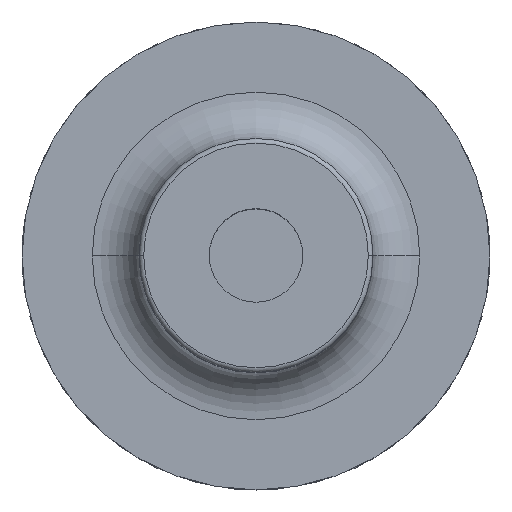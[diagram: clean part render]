
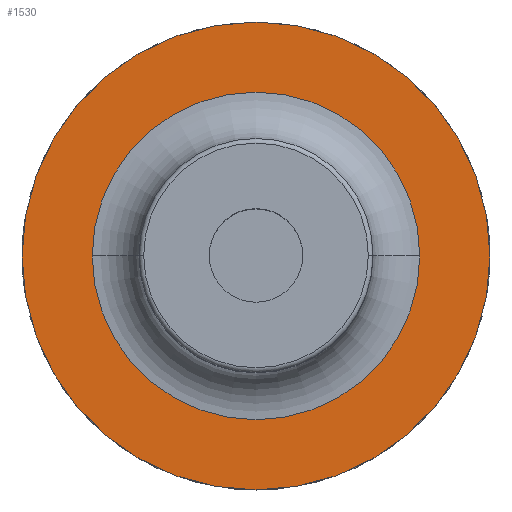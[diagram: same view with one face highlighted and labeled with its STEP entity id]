
A CAD part, top view. The second image highlights one B-rep face of the part: STEP entity #1530.
In plain terms, the highlighted planar face has unit normal (0, 0, 1).
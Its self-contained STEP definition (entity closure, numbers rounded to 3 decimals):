
#60 = CARTESIAN_POINT ( 'NONE',  ( 0., 0., 38. ) ) ;
#111 = EDGE_CURVE ( 'NONE', #1527, #616, #302, .T. ) ;
#120 = CARTESIAN_POINT ( 'NONE',  ( -50., 0., 38. ) ) ;
#253 = VERTEX_POINT ( 'NONE', #481 ) ;
#257 = CARTESIAN_POINT ( 'NONE',  ( 35., 0., 38. ) ) ;
#263 = DIRECTION ( 'NONE',  ( 0., 0., -1. ) ) ;
#275 = EDGE_CURVE ( 'NONE', #616, #1527, #1208, .T. ) ;
#302 = CIRCLE ( 'NONE', #1827, 50. ) ;
#335 = PLANE ( 'NONE',  #913 ) ;
#355 = ORIENTED_EDGE ( 'NONE', *, *, #1249, .T. ) ;
#398 = DIRECTION ( 'NONE',  ( 0., 0., -1. ) ) ;
#463 = CARTESIAN_POINT ( 'NONE',  ( 0., 0., 38. ) ) ;
#481 = CARTESIAN_POINT ( 'NONE',  ( -35., 0., 38. ) ) ;
#559 = AXIS2_PLACEMENT_3D ( 'NONE', #60, #1634, #1769 ) ;
#566 = EDGE_LOOP ( 'NONE', ( #1662, #1152 ) ) ;
#608 = DIRECTION ( 'NONE',  ( 0., 0., -1. ) ) ;
#616 = VERTEX_POINT ( 'NONE', #120 ) ;
#678 = CARTESIAN_POINT ( 'NONE',  ( 0., 0., 38. ) ) ;
#679 = FACE_BOUND ( 'NONE', #1338, .T. ) ;
#704 = DIRECTION ( 'NONE',  ( 0., 0., -1. ) ) ;
#913 = AXIS2_PLACEMENT_3D ( 'NONE', #1419, #704, #1320 ) ;
#919 = VERTEX_POINT ( 'NONE', #257 ) ;
#936 = CARTESIAN_POINT ( 'NONE',  ( 50., 0., 38. ) ) ;
#946 = FACE_OUTER_BOUND ( 'NONE', #566, .T. ) ;
#958 = EDGE_CURVE ( 'NONE', #253, #919, #1346, .T. ) ;
#1152 = ORIENTED_EDGE ( 'NONE', *, *, #111, .F. ) ;
#1169 = AXIS2_PLACEMENT_3D ( 'NONE', #1231, #398, #1238 ) ;
#1208 = CIRCLE ( 'NONE', #1235, 50. ) ;
#1229 = CIRCLE ( 'NONE', #559, 35. ) ;
#1231 = CARTESIAN_POINT ( 'NONE',  ( 0., 0., 38. ) ) ;
#1235 = AXIS2_PLACEMENT_3D ( 'NONE', #463, #608, #1632 ) ;
#1238 = DIRECTION ( 'NONE',  ( -1., 0., 0. ) ) ;
#1243 = DIRECTION ( 'NONE',  ( -1., 0., 0. ) ) ;
#1249 = EDGE_CURVE ( 'NONE', #919, #253, #1229, .T. ) ;
#1320 = DIRECTION ( 'NONE',  ( -1., 0., 0. ) ) ;
#1338 = EDGE_LOOP ( 'NONE', ( #1645, #355 ) ) ;
#1346 = CIRCLE ( 'NONE', #1169, 35. ) ;
#1419 = CARTESIAN_POINT ( 'NONE',  ( 0., 0., 38. ) ) ;
#1527 = VERTEX_POINT ( 'NONE', #936 ) ;
#1530 = ADVANCED_FACE ( 'NONE', ( #679, #946 ), #335, .F. ) ;
#1632 = DIRECTION ( 'NONE',  ( -1., 0., 0. ) ) ;
#1634 = DIRECTION ( 'NONE',  ( 0., 0., -1. ) ) ;
#1645 = ORIENTED_EDGE ( 'NONE', *, *, #958, .T. ) ;
#1662 = ORIENTED_EDGE ( 'NONE', *, *, #275, .F. ) ;
#1769 = DIRECTION ( 'NONE',  ( -1., 0., 0. ) ) ;
#1827 = AXIS2_PLACEMENT_3D ( 'NONE', #678, #263, #1243 ) ;
